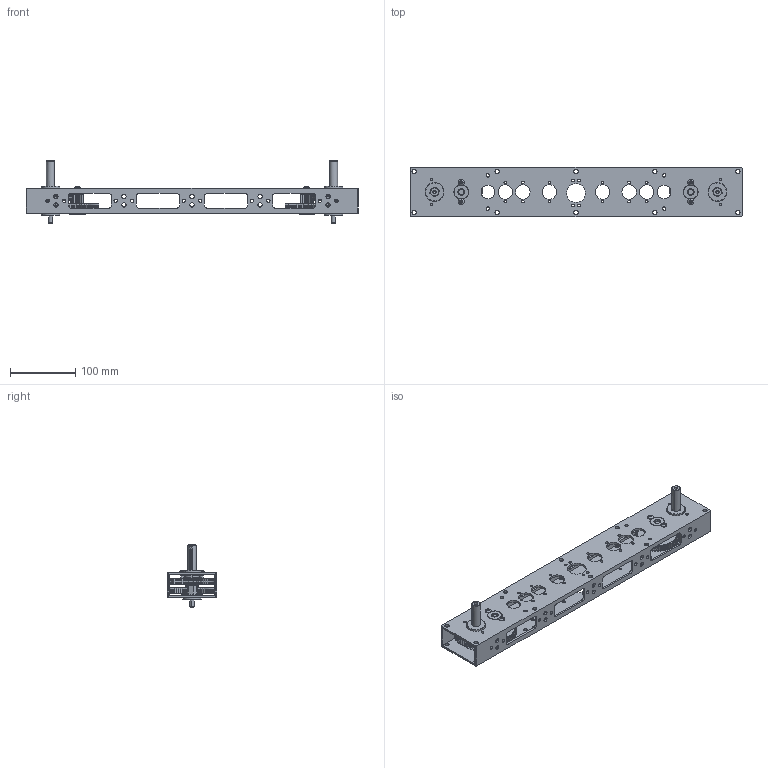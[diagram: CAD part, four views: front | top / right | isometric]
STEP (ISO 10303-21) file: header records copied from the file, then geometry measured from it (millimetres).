
FILE_DESCRIPTION (( 'STEP AP203' ), '1' );
FILE_NAME ('am-0809 two 500 key shafts - 2 motor inputs.STEP', '2013-01-07T19:17:01', ( '' ), ( '' ), 'SwSTEP 2.0', 'SolidWorks 2010', '' );
FILE_SCHEMA (( 'CONFIG_CONTROL_DESIGN' ));
Length unit declared in the file: inch
Products named in the file (14): am-0809 two 500 key shafts - 2 motor inputs; NanoTube20 3-outputV3; FR8ZZ Hex Bearing; FR6ZZ-L Bearing; Toughbox Nano d04 am-0506; Spacer am-1151; 500-e-klip; fr6; R6ZZ Bearing; Toughbox d07; Toughbox 14T Small Cluster; Toughbox 50T Large Cluster; Toughbox 50T Output; BHCS 10-32 x 0.375_SBHCSCREW 0.19-32x0.5-HX-C
Assembly tree (27 placements, depth 2):
  am-0809 two 500 key shafts - 2 motor inputs
    Toughbox 14T Small Cluster  x2
    Spacer am-1151  x2
    Toughbox 50T Output  x2
    Toughbox d07  x2
    FR8ZZ Hex Bearing  x2
    Toughbox Nano d04 am-0506  x2
    Toughbox 50T Large Cluster  x2
    R6ZZ Bearing  x2
    FR6ZZ-L Bearing  x2
    fr6  x2
    500-e-klip  x2
    BHCS 10-32 x 0.375_SBHCSCREW 0.19-32x0.5-HX-C  x4
    NanoTube20 3-outputV3
Bounding box: 508 x 76.2 x 95.12 mm (x, y, z)
Volume: 434670.7 mm3; surface area: 260257.3 mm2
Topology: 27 solids, 27 shells, 1844 faces, 5116 edges, 3350 vertices
Faces by surface type: cylinder 1396, plane 312, cone 124, sphere 8, torus 4
Entity records: 38375 total; most frequent: DIRECTION 7007, CARTESIAN_POINT 6246, ORIENTED_EDGE 6076, EDGE_CURVE 3038, AXIS2_PLACEMENT_3D 2899, VERTEX_POINT 2002, CIRCLE 1791, EDGE_LOOP 1412
